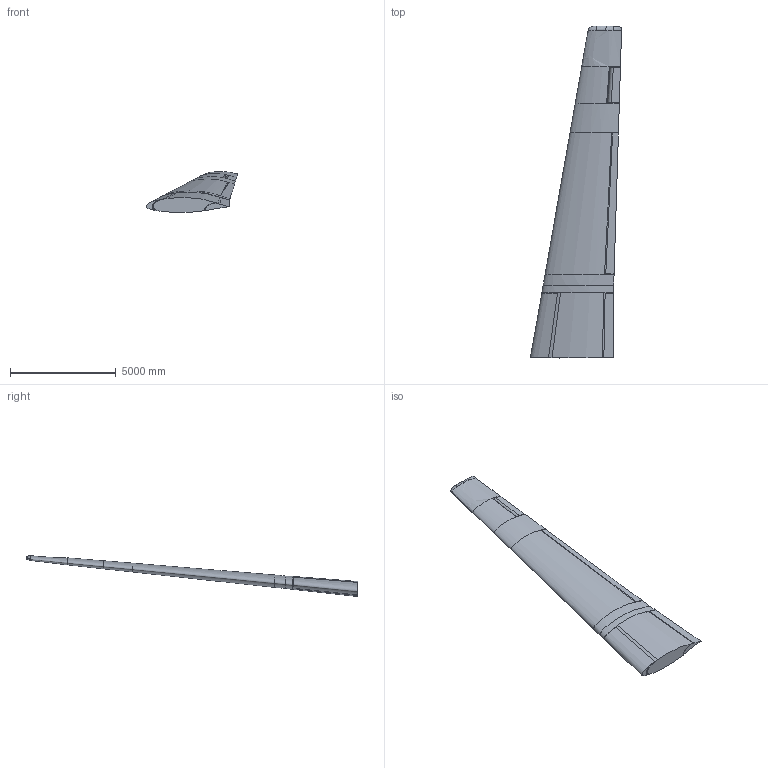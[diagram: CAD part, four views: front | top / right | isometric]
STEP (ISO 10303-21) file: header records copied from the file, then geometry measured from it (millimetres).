
FILE_DESCRIPTION(('Open CASCADE Model'),'2;1');
FILE_NAME('Open CASCADE Shape Model','2019-03-20T17:58:54',('Author'),( 'Open CASCADE'),'Open CASCADE STEP processor 7.3','Open CASCADE 7.3' ,'Unknown');
FILE_SCHEMA(('AUTOMOTIVE_DESIGN { 1 0 10303 214 1 1 1 1 }'));
Length unit declared in the file: millimetre
Products named in the file (6): Open CASCADE STEP translator 7.3 1; Open CASCADE STEP translator 7.3 1.1; Open CASCADE STEP translator 7.3 1.2; Open CASCADE STEP translator 7.3 1.3; Open CASCADE STEP translator 7.3 1.4; Open CASCADE STEP translator 7.3 1.5
Assembly tree (5 placements, depth 2):
  Open CASCADE STEP translator 7.3 1
    Open CASCADE STEP translator 7.3 1.1
    Open CASCADE STEP translator 7.3 1.2
    Open CASCADE STEP translator 7.3 1.3
    Open CASCADE STEP translator 7.3 1.4
    Open CASCADE STEP translator 7.3 1.5
Bounding box: 4312.31 x 15670.94 x 1931.57 mm (x, y, z)
Volume: 12851477675.5 mm3; surface area: 108549878.5 mm2
Topology: 2 solids, 5 shells, 73 faces, 161 edges, 98 vertices
Faces by surface type: bspline 50, plane 23
Entity records: 14726 total; most frequent: CARTESIAN_POINT 12006, ORIENTED_EDGE 322, PCURVE 322, DEFINITIONAL_REPRESENTATION 322, B_SPLINE_CURVE_WITH_KNOTS 285, DIRECTION 252, LINE 194, VECTOR 194
